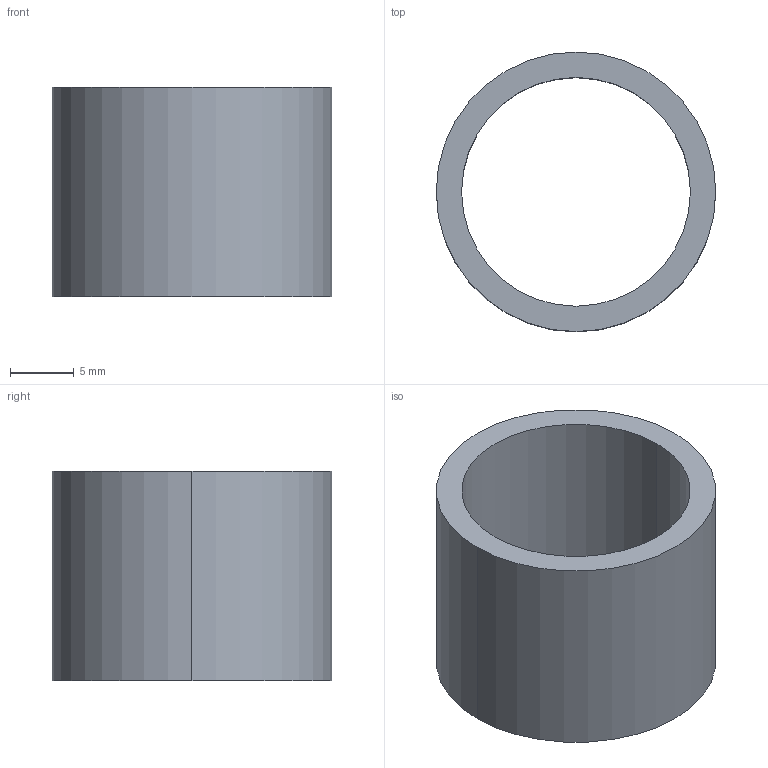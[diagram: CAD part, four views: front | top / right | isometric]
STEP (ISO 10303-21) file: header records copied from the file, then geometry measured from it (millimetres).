
FILE_DESCRIPTION (( 'STEP AP203' ), '1' );
FILE_NAME ('Sensor_Galinstan_-45_z.STEP', '2025-11-27T21:54:54', ( '' ), ( '' ), 'SwSTEP 2.0', 'SolidWorks 2020', '' );
FILE_SCHEMA (( 'CONFIG_CONTROL_DESIGN' ));
Length unit declared in the file: millimetre
Products named in the file (1): Sensor_Galinstan_-45_z
Bounding box: 22 x 22 x 16.5 mm (x, y, z)
Volume: 1842.7 mm3; surface area: 3312.5 mm2
Topology: 1 solids, 2 shells, 100 faces, 288 edges, 192 vertices
Faces by surface type: bspline 62, cylinder 26, plane 12
Entity records: 5981 total; most frequent: CARTESIAN_POINT 3897, ORIENTED_EDGE 576, EDGE_CURVE 288, B_SPLINE_CURVE_WITH_KNOTS 228, VERTEX_POINT 192, DIRECTION 154, EDGE_LOOP 102, FACE_OUTER_BOUND 100
